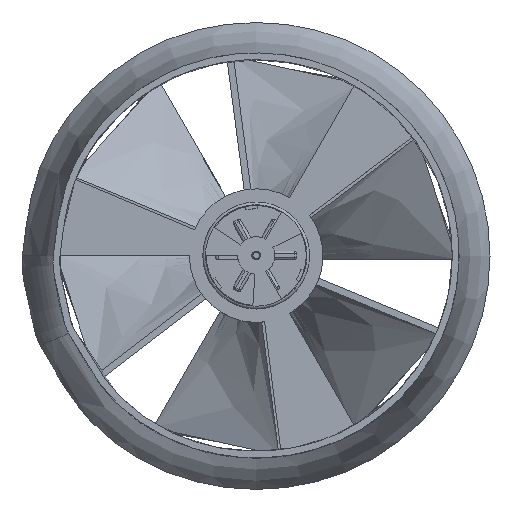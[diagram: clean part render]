
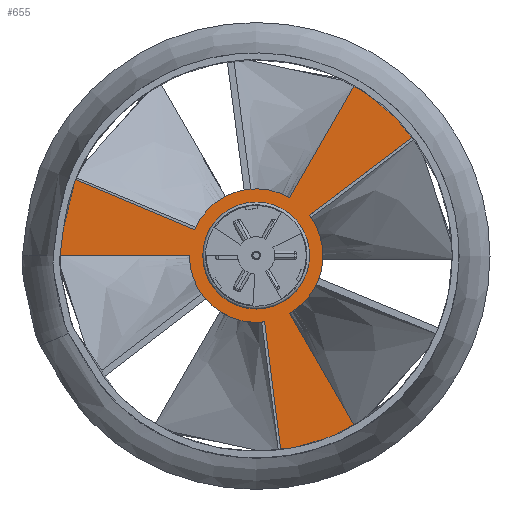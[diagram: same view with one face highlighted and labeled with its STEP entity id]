
A CAD part, top view. The second image highlights one B-rep face of the part: STEP entity #655.
In plain terms, the highlighted planar face has unit normal (0, 0, 1).
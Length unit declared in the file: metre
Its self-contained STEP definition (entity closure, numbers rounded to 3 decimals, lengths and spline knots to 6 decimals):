
#655 = ADVANCED_FACE( '', ( #1323, #1324 ), #1325, .T. );
#1323 = FACE_OUTER_BOUND( '', #4371, .T. );
#1324 = FACE_BOUND( '', #4372, .T. );
#1325 = PLANE( '', #4373 );
#4371 = EDGE_LOOP( '', ( #5945, #5946, #5947, #5948, #5949, #5950, #5951, #5952, #5953, #5954, #5955, #5956 ) );
#4372 = EDGE_LOOP( '', ( #5957 ) );
#4373 = AXIS2_PLACEMENT_3D( '', #5958, #5959, #5960 );
#5945 = ORIENTED_EDGE( '', *, *, #6638, .T. );
#5946 = ORIENTED_EDGE( '', *, *, #6293, .T. );
#5947 = ORIENTED_EDGE( '', *, *, #6664, .F. );
#5948 = ORIENTED_EDGE( '', *, *, #6646, .T. );
#5949 = ORIENTED_EDGE( '', *, *, #6110, .T. );
#5950 = ORIENTED_EDGE( '', *, *, #6297, .T. );
#5951 = ORIENTED_EDGE( '', *, *, #6404, .F. );
#5952 = ORIENTED_EDGE( '', *, *, #6266, .T. );
#5953 = ORIENTED_EDGE( '', *, *, #6372, .T. );
#5954 = ORIENTED_EDGE( '', *, *, #6300, .T. );
#5955 = ORIENTED_EDGE( '', *, *, #6545, .F. );
#5956 = ORIENTED_EDGE( '', *, *, #6138, .T. );
#5957 = ORIENTED_EDGE( '', *, *, #6323, .F. );
#5958 = CARTESIAN_POINT( '', ( -0.001499, -0.00093, 0.017 ) );
#5959 = DIRECTION( '', ( 0., 0., 1. ) );
#5960 = DIRECTION( '', ( 1., 0., 0. ) );
#6110 = EDGE_CURVE( '', #6835, #6832, #6836, .T. );
#6138 = EDGE_CURVE( '', #6884, #6882, #6885, .T. );
#6266 = EDGE_CURVE( '', #7092, #7090, #7093, .T. );
#6293 = EDGE_CURVE( '', #7140, #7141, #7142, .T. );
#6297 = EDGE_CURVE( '', #6832, #7148, #7149, .T. );
#6300 = EDGE_CURVE( '', #7153, #7154, #7155, .T. );
#6323 = EDGE_CURVE( '', #7198, #7198, #7199, .T. );
#6372 = EDGE_CURVE( '', #7090, #7153, #7277, .T. );
#6404 = EDGE_CURVE( '', #7092, #7148, #7324, .T. );
#6545 = EDGE_CURVE( '', #6884, #7154, #7534, .T. );
#6638 = EDGE_CURVE( '', #6882, #7140, #7641, .T. );
#6646 = EDGE_CURVE( '', #7651, #6835, #7652, .T. );
#6664 = EDGE_CURVE( '', #7651, #7141, #7670, .T. );
#6832 = VERTEX_POINT( '', #7920 );
#6835 = VERTEX_POINT( '', #7924 );
#6836 = LINE( '', #7925, #7926 );
#6882 = VERTEX_POINT( '', #8008 );
#6884 = VERTEX_POINT( '', #8011 );
#6885 = CIRCLE( '', #8012, 0.005 );
#7090 = VERTEX_POINT( '', #8344 );
#7092 = VERTEX_POINT( '', #8347 );
#7093 = CIRCLE( '', #8348, 0.005 );
#7140 = VERTEX_POINT( '', #8464 );
#7141 = VERTEX_POINT( '', #8465 );
#7142 = B_SPLINE_CURVE_WITH_KNOTS( '', 3, ( #8466, #8467, #8468, #8469, #8470 ), .UNSPECIFIED., .F., .F., ( 4, 1, 4 ), ( 0.01889, 0.02276, 0.024657 ), .UNSPECIFIED. );
#7148 = VERTEX_POINT( '', #8482 );
#7149 = B_SPLINE_CURVE_WITH_KNOTS( '', 3, ( #8483, #8484, #8485, #8486, #8487 ), .UNSPECIFIED., .F., .F., ( 4, 1, 4 ), ( 0.000355, 0.002346, 0.006169 ), .UNSPECIFIED. );
#7153 = VERTEX_POINT( '', #8496 );
#7154 = VERTEX_POINT( '', #8497 );
#7155 = B_SPLINE_CURVE_WITH_KNOTS( '', 3, ( #8498, #8499, #8500, #8501, #8502 ), .UNSPECIFIED., .F., .F., ( 4, 1, 4 ), ( 0.009949, 0.010033, 0.01574 ), .UNSPECIFIED. );
#7198 = VERTEX_POINT( '', #8615 );
#7199 = CIRCLE( '', #8616, 0.00075 );
#7277 = LINE( '', #8752, #8753 );
#7324 = LINE( '', #8823, #8824 );
#7534 = LINE( '', #9501, #9502 );
#7641 = LINE( '', #9761, #9762 );
#7651 = VERTEX_POINT( '', #9775 );
#7652 = CIRCLE( '', #9776, 0.005 );
#7670 = LINE( '', #9799, #9800 );
#7920 = CARTESIAN_POINT( '', ( 0.011698, 0.008872, 0.017 ) );
#7924 = CARTESIAN_POINT( '', ( 0.003984, 0.003021, 0.017 ) );
#7925 = CARTESIAN_POINT( '', ( 0.005876, 0.004456, 0.017 ) );
#7926 = VECTOR( '', #9979, 1. );
#8008 = CARTESIAN_POINT( '', ( 0.000625, -0.004961, 0.017 ) );
#8011 = CARTESIAN_POINT( '', ( -0.005, 0., 0.017 ) );
#8012 = AXIS2_PLACEMENT_3D( '', #10008, #10009, #10010 );
#8344 = CARTESIAN_POINT( '', ( -0.004609, 0.001939, 0.017 ) );
#8347 = CARTESIAN_POINT( '', ( 0.0025, 0.00433, 0.017 ) );
#8348 = AXIS2_PLACEMENT_3D( '', #10161, #10162, #10163 );
#8464 = CARTESIAN_POINT( '', ( 0.001832, -0.014546, 0.017 ) );
#8465 = CARTESIAN_POINT( '', ( 0.007343, -0.012719, 0.017 ) );
#8466 = CARTESIAN_POINT( '', ( 0.001832, -0.014546, 0.017 ) );
#8467 = CARTESIAN_POINT( '', ( 0.003131, -0.014389, 0.017 ) );
#8468 = CARTESIAN_POINT( '', ( 0.005036, -0.013902, 0.017 ) );
#8469 = CARTESIAN_POINT( '', ( 0.006788, -0.013039, 0.017 ) );
#8470 = CARTESIAN_POINT( '', ( 0.007343, -0.012719, 0.017 ) );
#8482 = CARTESIAN_POINT( '', ( 0.007343, 0.012719, 0.017 ) );
#8483 = CARTESIAN_POINT( '', ( 0.011698, 0.008872, 0.017 ) );
#8484 = CARTESIAN_POINT( '', ( 0.011295, 0.009405, 0.017 ) );
#8485 = CARTESIAN_POINT( '', ( 0.010011, 0.010881, 0.017 ) );
#8486 = CARTESIAN_POINT( '', ( 0.008452, 0.012079, 0.017 ) );
#8487 = CARTESIAN_POINT( '', ( 0.007343, 0.012719, 0.017 ) );
#8496 = CARTESIAN_POINT( '', ( -0.013536, 0.005697, 0.017 ) );
#8497 = CARTESIAN_POINT( '', ( -0.014684, 0., 0.017 ) );
#8498 = CARTESIAN_POINT( '', ( -0.013536, 0.005697, 0.017 ) );
#8499 = CARTESIAN_POINT( '', ( -0.013546, 0.005671, 0.017 ) );
#8500 = CARTESIAN_POINT( '', ( -0.014239, 0.003872, 0.017 ) );
#8501 = CARTESIAN_POINT( '', ( -0.014463, 0.001922, 0.017 ) );
#8502 = CARTESIAN_POINT( '', ( -0.014684, 0., 0.017 ) );
#8615 = CARTESIAN_POINT( '', ( 0.00075, 0., 0.017 ) );
#8616 = AXIS2_PLACEMENT_3D( '', #10178, #10179, #10180 );
#8752 = CARTESIAN_POINT( '', ( -0.006798, 0.002861, 0.017 ) );
#8753 = VECTOR( '', #10237, 1. );
#8823 = CARTESIAN_POINT( '', ( 0.003688, 0.006387, 0.017 ) );
#8824 = VECTOR( '', #10280, 1. );
#9501 = CARTESIAN_POINT( '', ( -0.007375, 0., 0.017 ) );
#9502 = VECTOR( '', #10382, 1. );
#9761 = CARTESIAN_POINT( '', ( 0.000921, -0.007317, 0.017 ) );
#9762 = VECTOR( '', #10464, 1. );
#9775 = CARTESIAN_POINT( '', ( 0.0025, -0.00433, 0.017 ) );
#9776 = AXIS2_PLACEMENT_3D( '', #10474, #10475, #10476 );
#9799 = CARTESIAN_POINT( '', ( 0.003688, -0.006387, 0.017 ) );
#9800 = VECTOR( '', #10485, 1. );
#9979 = DIRECTION( '', ( 0.797, 0.604, 0. ) );
#10008 = CARTESIAN_POINT( '', ( 0., 0., 0.017 ) );
#10009 = DIRECTION( '', ( 0., 0., 1. ) );
#10010 = DIRECTION( '', ( 1., 0., 0. ) );
#10161 = CARTESIAN_POINT( '', ( 0., 0., 0.017 ) );
#10162 = DIRECTION( '', ( 0., 0., 1. ) );
#10163 = DIRECTION( '', ( 1., 0., 0. ) );
#10178 = CARTESIAN_POINT( '', ( 0., 0., 0.017 ) );
#10179 = DIRECTION( '', ( 0., 0., 1. ) );
#10180 = DIRECTION( '', ( 1., 0., 0. ) );
#10237 = DIRECTION( '', ( -0.922, 0.388, 0. ) );
#10280 = DIRECTION( '', ( 0.5, 0.866, 0. ) );
#10382 = DIRECTION( '', ( -1., 0., 0. ) );
#10464 = DIRECTION( '', ( 0.125, -0.992, 0. ) );
#10474 = CARTESIAN_POINT( '', ( 0., 0., 0.017 ) );
#10475 = DIRECTION( '', ( 0., 0., 1. ) );
#10476 = DIRECTION( '', ( 1., 0., 0. ) );
#10485 = DIRECTION( '', ( 0.5, -0.866, 0. ) );
